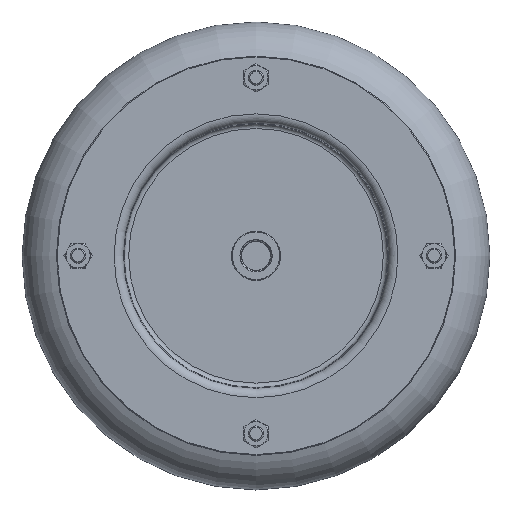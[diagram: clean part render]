
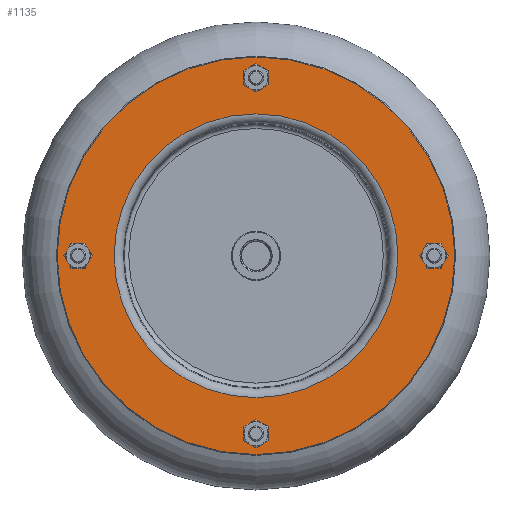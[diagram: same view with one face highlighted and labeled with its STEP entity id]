
A CAD part, top view. The second image highlights one B-rep face of the part: STEP entity #1135.
In plain terms, the highlighted planar face has unit normal (0, 0, 1).
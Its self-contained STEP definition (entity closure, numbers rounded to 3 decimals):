
#967=PLANE('',#4838);
#1135=ADVANCED_FACE('',(#1579,#1580,#1581,#1582,#1583,#1584),#967,.T.);
#1579=FACE_BOUND('',#1978,.T.);
#1580=FACE_BOUND('',#1979,.T.);
#1581=FACE_BOUND('',#1980,.T.);
#1582=FACE_BOUND('',#1981,.T.);
#1583=FACE_BOUND('',#1982,.T.);
#1584=FACE_BOUND('',#1983,.T.);
#1978=EDGE_LOOP('',(#2588));
#1979=EDGE_LOOP('',(#2589));
#1980=EDGE_LOOP('',(#2590));
#1981=EDGE_LOOP('',(#2591));
#1982=EDGE_LOOP('',(#2592));
#1983=EDGE_LOOP('',(#2593));
#2588=ORIENTED_EDGE('',*,*,#3956,.T.);
#2589=ORIENTED_EDGE('',*,*,#3957,.F.);
#2590=ORIENTED_EDGE('',*,*,#3958,.F.);
#2591=ORIENTED_EDGE('',*,*,#3959,.F.);
#2592=ORIENTED_EDGE('',*,*,#3960,.F.);
#2593=ORIENTED_EDGE('',*,*,#3961,.F.);
#3548=VERTEX_POINT('',#6987);
#3549=VERTEX_POINT('',#6989);
#3550=VERTEX_POINT('',#6991);
#3551=VERTEX_POINT('',#6993);
#3552=VERTEX_POINT('',#6995);
#3553=VERTEX_POINT('',#6997);
#3956=EDGE_CURVE('',#3548,#3548,#4465,.T.);
#3957=EDGE_CURVE('',#3549,#3549,#4466,.T.);
#3958=EDGE_CURVE('',#3550,#3550,#4467,.T.);
#3959=EDGE_CURVE('',#3551,#3551,#4468,.T.);
#3960=EDGE_CURVE('',#3552,#3552,#4469,.T.);
#3961=EDGE_CURVE('',#3553,#3553,#4470,.T.);
#4465=CIRCLE('',#4832,129.5);
#4466=CIRCLE('',#4833,5.75);
#4467=CIRCLE('',#4834,5.75);
#4468=CIRCLE('',#4835,5.75);
#4469=CIRCLE('',#4836,5.75);
#4470=CIRCLE('',#4837,92.437);
#4832=AXIS2_PLACEMENT_3D('',#6986,#5626,#5627);
#4833=AXIS2_PLACEMENT_3D('',#6988,#5628,#5629);
#4834=AXIS2_PLACEMENT_3D('',#6990,#5630,#5631);
#4835=AXIS2_PLACEMENT_3D('',#6992,#5632,#5633);
#4836=AXIS2_PLACEMENT_3D('',#6994,#5634,#5635);
#4837=AXIS2_PLACEMENT_3D('',#6996,#5636,#5637);
#4838=AXIS2_PLACEMENT_3D('',#6998,#5638,#5639);
#5626=DIRECTION('',(0.,0.,1.));
#5627=DIRECTION('',(1.,0.,0.));
#5628=DIRECTION('',(0.,0.,1.));
#5629=DIRECTION('',(1.,0.,0.));
#5630=DIRECTION('',(0.,0.,1.));
#5631=DIRECTION('',(1.,0.,0.));
#5632=DIRECTION('',(0.,0.,1.));
#5633=DIRECTION('',(1.,0.,0.));
#5634=DIRECTION('',(0.,0.,1.));
#5635=DIRECTION('',(1.,0.,0.));
#5636=DIRECTION('',(0.,0.,1.));
#5637=DIRECTION('',(1.,0.,0.));
#5638=DIRECTION('',(0.,0.,1.));
#5639=DIRECTION('',(1.,0.,0.));
#6986=CARTESIAN_POINT('',(0.,0.,168.6));
#6987=CARTESIAN_POINT('',(129.5,0.,168.6));
#6988=CARTESIAN_POINT('',(0.,-115.9,168.6));
#6989=CARTESIAN_POINT('',(5.75,-115.9,168.6));
#6990=CARTESIAN_POINT('',(-115.9,0.,168.6));
#6991=CARTESIAN_POINT('',(-110.15,0.,168.6));
#6992=CARTESIAN_POINT('',(0.,115.9,168.6));
#6993=CARTESIAN_POINT('',(5.75,115.9,168.6));
#6994=CARTESIAN_POINT('',(115.9,0.,168.6));
#6995=CARTESIAN_POINT('',(121.65,0.,168.6));
#6996=CARTESIAN_POINT('',(0.,0.,168.6));
#6997=CARTESIAN_POINT('',(92.437,0.,168.6));
#6998=CARTESIAN_POINT('',(92.437,0.,168.6));
